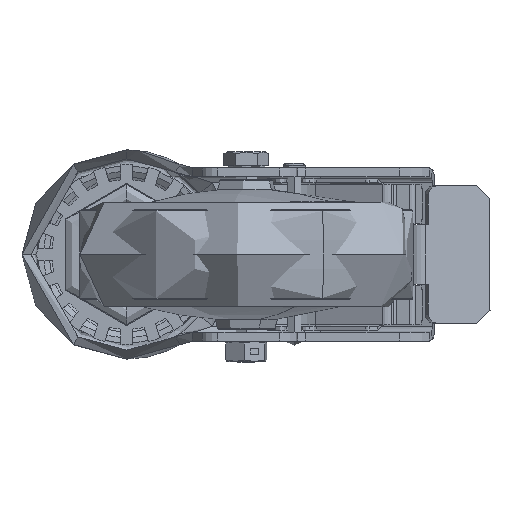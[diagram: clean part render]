
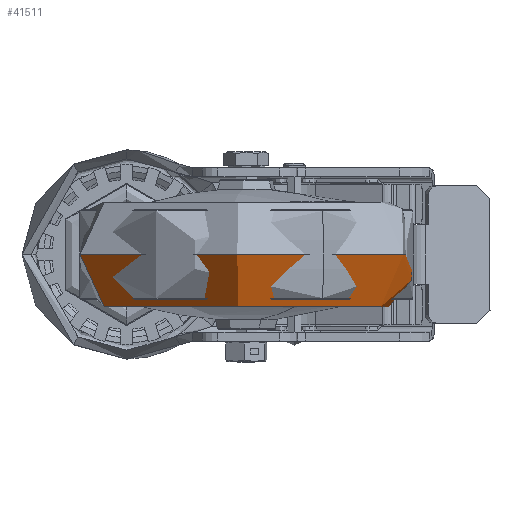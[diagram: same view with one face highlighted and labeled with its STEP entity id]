
A CAD part, front view. The second image highlights one B-rep face of the part: STEP entity #41511.
In plain terms, the highlighted free-form (B-spline) face has degree [3, 3] with [4, 4] control points.
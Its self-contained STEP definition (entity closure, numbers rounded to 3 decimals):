
#152 = EDGE_LOOP ( 'NONE', ( #34942, #19430, #15993, #15822 ) ) ;
#1903 = CARTESIAN_POINT ( 'NONE',  ( 40., -91., 0. ) ) ;
#3278 = CIRCLE ( 'NONE', #35598, 53.5 ) ;
#3656 = CARTESIAN_POINT ( 'NONE',  ( -12.269, -117.873, -17.5 ) ) ;
#5679 = CARTESIAN_POINT ( 'NONE',  ( -15.584, -119.578, 0. ) ) ;
#7991 = CARTESIAN_POINT ( 'NONE',  ( 136.505, -161.697, -17.5 ) ) ;
#10252 = VERTEX_POINT ( 'NONE', #13778 ) ;
#11749 = CARTESIAN_POINT ( 'NONE',  ( 146.015, -168.664, -17.5 ) ) ;
#12303 = CARTESIAN_POINT ( 'NONE',  ( 95.584, -62.422, -10.251 ) ) ;
#13439 = VERTEX_POINT ( 'NONE', #55416 ) ;
#13778 = CARTESIAN_POINT ( 'NONE',  ( -15.584, -119.578, 0. ) ) ;
#15822 = ORIENTED_EDGE ( 'NONE', *, *, #27984, .F. ) ;
#15993 = ORIENTED_EDGE ( 'NONE', *, *, #19247, .F. ) ;
#16951 = FACE_OUTER_BOUND ( 'NONE', #152, .T. ) ;
#17214 = CARTESIAN_POINT ( 'NONE',  ( 87.58, -66.538, -17.5 ) ) ;
#17238 = CARTESIAN_POINT ( 'NONE',  ( 87.58, -66.538, -17.5 ) ) ;
#19247 = EDGE_CURVE ( 'NONE', #36852, #13439, #30465, .T. ) ;
#19430 = ORIENTED_EDGE ( 'NONE', *, *, #29166, .F. ) ;
#19890 = CIRCLE ( 'NONE', #48495, 62.5 ) ;
#20716 = CARTESIAN_POINT ( 'NONE',  ( 95.584, -62.422, 0. ) ) ;
#21003 = CARTESIAN_POINT ( 'NONE',  ( 92.269, -64.127, -17.5 ) ) ;
#21853 = CARTESIAN_POINT ( 'NONE',  ( -7.58, -115.462, -17.5 ) ) ;
#23319 = DIRECTION ( 'NONE',  ( 0., 0., 1. ) ) ;
#24749 = VERTEX_POINT ( 'NONE', #46053 ) ;
#25373 = CARTESIAN_POINT ( 'NONE',  ( 95.584, -62.422, 0. ) ) ;
#25575 = CARTESIAN_POINT ( 'NONE',  ( 41.571, -230.745, -10.251 ) ) ;
#25691 = CARTESIAN_POINT ( 'NONE',  ( 40., -91., -17.5 ) ) ;
#27984 = EDGE_CURVE ( 'NONE', #10252, #36852, #19890, .T. ) ;
#29166 = EDGE_CURVE ( 'NONE', #13439, #24749, #3278, .T. ) ;
#29343 = CARTESIAN_POINT ( 'NONE',  ( -15.584, -119.578, -10.251 ) ) ;
#29447 = EDGE_CURVE ( 'NONE', #24749, #10252, #42386, .T. ) ;
#29882 = CARTESIAN_POINT ( 'NONE',  ( 41.571, -230.745, 0. ) ) ;
#30418 = CARTESIAN_POINT ( 'NONE',  ( 92.269, -64.127, -17.5 ) ) ;
#30465 =( BOUNDED_CURVE ( )  B_SPLINE_CURVE ( 3, ( #52198, #56812, #30418, #17214 ),
 .UNSPECIFIED., .F., .F. ) 
 B_SPLINE_CURVE_WITH_KNOTS ( ( 4, 4 ),
 ( 4.712, 6.283 ),
 .UNSPECIFIED. ) 
 CURVE ( )  GEOMETRIC_REPRESENTATION_ITEM ( )  RATIONAL_B_SPLINE_CURVE ( ( 1., 0.805, 0.805, 1. ) ) 
 REPRESENTATION_ITEM ( '' )  );
#31160 = DIRECTION ( 'NONE',  ( -0.457, 0.889, 0. ) ) ;
#31658 = CARTESIAN_POINT ( 'NONE',  ( -7.58, -115.462, -17.5 ) ) ;
#34942 = ORIENTED_EDGE ( 'NONE', *, *, #29447, .F. ) ;
#35598 = AXIS2_PLACEMENT_3D ( 'NONE', #25691, #43967, #31160 ) ;
#36852 = VERTEX_POINT ( 'NONE', #25373 ) ;
#38623 = CARTESIAN_POINT ( 'NONE',  ( -15.584, -119.578, 0. ) ) ;
#41511 = ADVANCED_FACE ( 'NONE', ( #16951 ), #50839, .F. ) ;
#42386 =( BOUNDED_CURVE ( )  B_SPLINE_CURVE ( 3, ( #31658, #54845, #50510, #5679 ),
 .UNSPECIFIED., .F., .F. ) 
 B_SPLINE_CURVE_WITH_KNOTS ( ( 4, 4 ),
 ( 0., 1.571 ),
 .UNSPECIFIED. ) 
 CURVE ( )  GEOMETRIC_REPRESENTATION_ITEM ( )  RATIONAL_B_SPLINE_CURVE ( ( 1., 0.805, 0.805, 1. ) ) 
 REPRESENTATION_ITEM ( '' )  );
#43557 = CARTESIAN_POINT ( 'NONE',  ( 152.739, -173.59, 0. ) ) ;
#43844 = CARTESIAN_POINT ( 'NONE',  ( 41.345, -210.622, -17.5 ) ) ;
#43967 = DIRECTION ( 'NONE',  ( 0., 0., -1. ) ) ;
#46053 = CARTESIAN_POINT ( 'NONE',  ( -7.58, -115.462, -17.5 ) ) ;
#47594 = CARTESIAN_POINT ( 'NONE',  ( 152.739, -173.59, -10.251 ) ) ;
#48495 = AXIS2_PLACEMENT_3D ( 'NONE', #1903, #23319, #54581 ) ;
#50510 = CARTESIAN_POINT ( 'NONE',  ( -15.584, -119.578, -10.251 ) ) ;
#50839 =( BOUNDED_SURFACE ( )  B_SPLINE_SURFACE ( 3, 3, ( 
 ( #20716, #43557, #29882, #38623 ),
 ( #12303, #47594, #25575, #29343 ),
 ( #21003, #11749, #56841, #3656 ),
 ( #17238, #7991, #43844, #21853 ) ),
 .UNSPECIFIED., .F., .F., .F. ) 
 B_SPLINE_SURFACE_WITH_KNOTS ( ( 4, 4 ),
 ( 4, 4 ),
 ( 0., 1. ),
 ( 0., 1. ),
 .UNSPECIFIED. ) 
 GEOMETRIC_REPRESENTATION_ITEM ( )  RATIONAL_B_SPLINE_SURFACE ( (
 ( 1., 0.333, 0.333, 1.),
 ( 0.805, 0.268, 0.268, 0.805),
 ( 0.805, 0.268, 0.268, 0.805),
 ( 1., 0.333, 0.333, 1.) ) ) 
 REPRESENTATION_ITEM ( '' )  SURFACE ( )  );
#52198 = CARTESIAN_POINT ( 'NONE',  ( 95.584, -62.422, 0. ) ) ;
#54581 = DIRECTION ( 'NONE',  ( 0.457, -0.889, 0. ) ) ;
#54845 = CARTESIAN_POINT ( 'NONE',  ( -12.269, -117.873, -17.5 ) ) ;
#55416 = CARTESIAN_POINT ( 'NONE',  ( 87.58, -66.538, -17.5 ) ) ;
#56812 = CARTESIAN_POINT ( 'NONE',  ( 95.584, -62.422, -10.251 ) ) ;
#56841 = CARTESIAN_POINT ( 'NONE',  ( 41.478, -222.41, -17.5 ) ) ;
